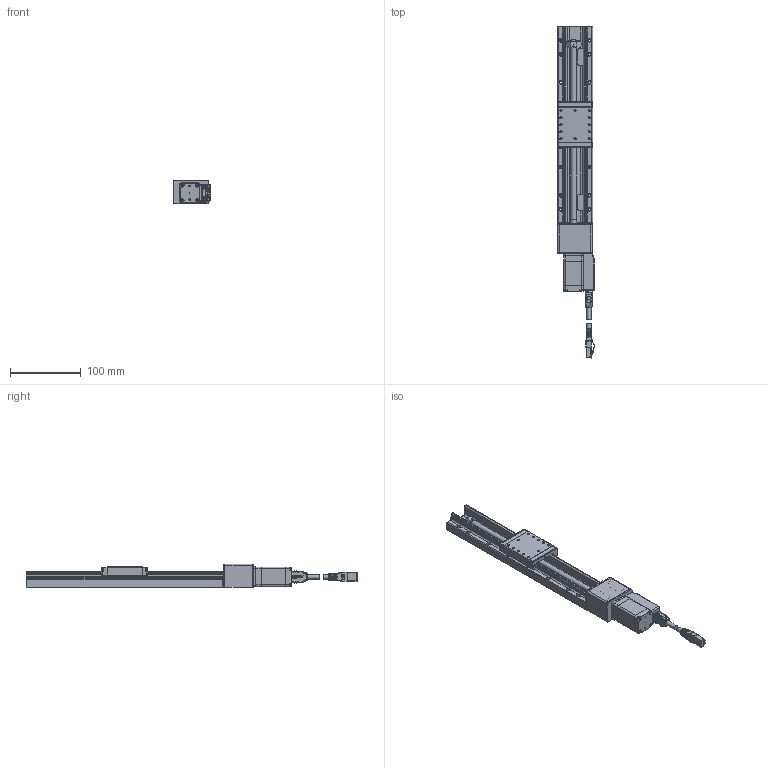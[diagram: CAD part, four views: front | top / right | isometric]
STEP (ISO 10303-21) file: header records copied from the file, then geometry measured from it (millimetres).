
FILE_DESCRIPTION(/* description */ (''),/* implementation_level */ '2;1');
FILE_NAME(/* name */ 'CXN50200-P2-NT',/* time_stamp */ '2022-08-08T00:22:58+02:00',/* author */ (''),/* organization */ (''),/* preprocessor_version */ 'ST-DEVELOPER v16.7',/* originating_system */ 'Solid Edge',/* authorisation */ 'Unknown');
FILE_SCHEMA (('AUTOMOTIVE_DESIGN {1 0 10303 214 3 1 1}'));
Products named in the file (15): CXN50200-P2-NT; CXN50200_oa_0; Group2^CXN50200-S模糊化; B2042-039-S-CXN50200_oa_1; Group4^CXN50200-S2NN-ND-P2-模糊化; 09451819000_100744258MOD000C; 09451511525_100534264MOD000A; Motorflansch-ix-001; ISO 4762_M2,5x5_8.8; ISO 4762_M3x10_8.8; Gehäuse-ix-001; Platine-ix-001; PCB ix Industrial-001; 09452819001; ST2818L1006-B
Assembly tree (14 placements, depth 4):
  CXN50200-P2-NT
    CXN50200_oa_0
      Group2^CXN50200-S模糊化
      B2042-039-S-CXN50200_oa_1
        Group4^CXN50200-S2NN-ND-P2-模糊化
    09451819000_100744258MOD000C
    09451511525_100534264MOD000A
    Motorflansch-ix-001
    ISO 4762_M2,5x5_8.8
    ISO 4762_M3x10_8.8
    Gehäuse-ix-001
    Platine-ix-001
      PCB ix Industrial-001
      09452819001
    ST2818L1006-B
Bounding box: 52.73 x 470.93 x 33.5 mm (x, y, z)
Volume: 283390.1 mm3; surface area: 137517 mm2
Topology: 29 solids, 32 shells, 6338 faces, 17690 edges, 11537 vertices
Faces by surface type: plane 4210, cylinder 1320, bspline 452, torus 142, cone 115, sphere 99
Full cylindrical faces by diameter (mm): 0.279 x1, 0.5 x1, 0.7 x3, 0.9 x54, 1 x7, 1.4 x54, 1.45 x2, 1.9 x4, 2.013 x8, 2.05 x3, 2.2 x4, 2.459 x1, 2.5 x13, 2.8 x4, 3 x2, 3.2 x1, 3.4 x16, 3.5 x1, 3.8 x5, 4.68 x1, 5 x4, 5.5 x18, 6 x2, 6.2 x1, 6.3 x1, 6.4 x1, 7.5 x1, 8 x1, 9.5 x1, 17 x1
Entity records: 255685 total; most frequent: CARTESIAN_POINT 65045, ORIENTED_EDGE 34324, DIRECTION 30640, EDGE_CURVE 17198, LINE 12928, VECTOR 12928, VERTEX_POINT 11415, AXIS2_PLACEMENT_3D 8856
